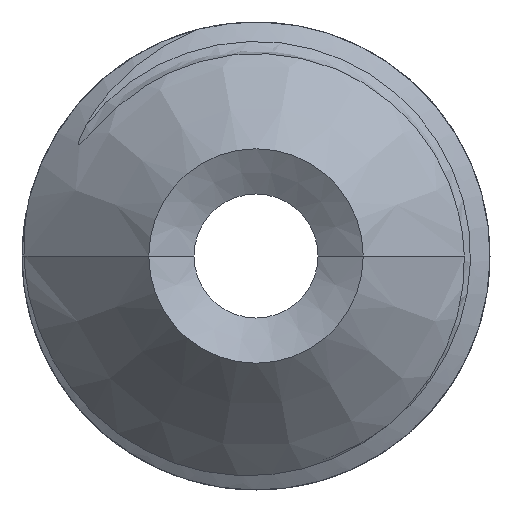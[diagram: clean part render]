
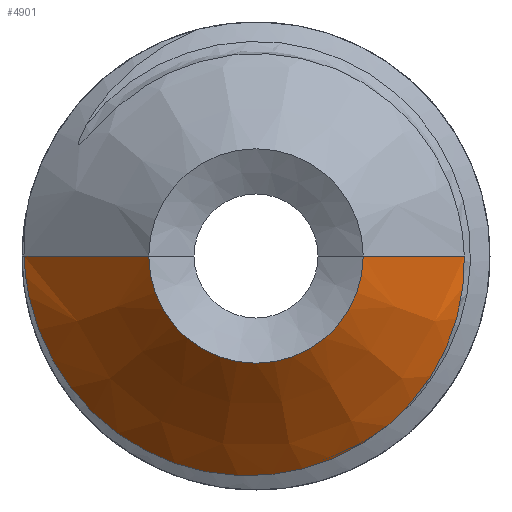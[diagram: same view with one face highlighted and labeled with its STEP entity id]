
A CAD part, left-side view. The second image highlights one B-rep face of the part: STEP entity #4901.
In plain terms, the highlighted conical face has half-angle 45 degrees and reference radius 2.175 mm.
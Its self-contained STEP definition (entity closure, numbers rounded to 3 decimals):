
#1893=CARTESIAN_POINT('',(1.375,-1.677,-2.18));
#1894=CARTESIAN_POINT('',(1.38,-1.563,
-2.274));
#1895=CARTESIAN_POINT('',(1.391,-1.321,
-2.444));
#1896=CARTESIAN_POINT('',(1.407,-0.923,
-2.637));
#1897=CARTESIAN_POINT('',(1.423,-0.497,
-2.766));
#1898=CARTESIAN_POINT('',(1.44,-0.044,
-2.827));
#1899=CARTESIAN_POINT('',(1.456,0.415,
-2.813));
#1900=CARTESIAN_POINT('',(1.472,0.861,
-2.726));
#1901=CARTESIAN_POINT('',(1.488,1.285,-2.572));
#1902=CARTESIAN_POINT('',(1.504,1.681,-2.352));
#1903=CARTESIAN_POINT('',(1.52,2.043,-2.068));
#1904=CARTESIAN_POINT('',(1.536,2.355,-1.731));
#1905=CARTESIAN_POINT('',(1.552,2.612,-1.348));
#1906=CARTESIAN_POINT('',(1.568,2.809,
-0.92));
#1907=CARTESIAN_POINT('',(1.584,2.935,
-0.464));
#1908=CARTESIAN_POINT('',(1.594,2.969,
-0.155));
#1909=CARTESIAN_POINT('',(1.6,2.975,0.));
#1983=DIRECTION('',(0.707,0.707,0.));
#1984=VECTOR('',#1983,2.262);
#1985=CARTESIAN_POINT('',(0.,1.375,0.));
#1986=LINE('',#1985,#1984);
#1987=DIRECTION('',(0.707,-0.707,0.));
#1988=VECTOR('',#1987,1.832);
#1989=CARTESIAN_POINT('',(0.,-1.375,0.));
#1990=LINE('',#1989,#1988);
#1996=CARTESIAN_POINT('',(0.,0.,0.));
#1997=DIRECTION('',(-1.,0.,0.));
#1998=DIRECTION('',(0.,1.,0.));
#1999=AXIS2_PLACEMENT_3D('',#1996,#1997,#1998);
#2085=CARTESIAN_POINT('',(1.295,-2.67,
0.));
#2086=CARTESIAN_POINT('',(1.299,-2.674,
-0.136));
#2087=CARTESIAN_POINT('',(1.307,-2.661,
-0.408));
#2088=CARTESIAN_POINT('',(1.319,-2.58,
-0.81));
#2089=CARTESIAN_POINT('',(1.332,-2.438,
-1.2));
#2090=CARTESIAN_POINT('',(1.346,-2.24,
-1.562));
#2091=CARTESIAN_POINT('',(1.36,-1.987,
-1.894));
#2092=CARTESIAN_POINT('',(1.37,-1.785,
-2.09));
#2093=CARTESIAN_POINT('',(1.375,-1.677,-2.18));
#2511=CARTESIAN_POINT('',(0.,1.375,0.));
#2512=CARTESIAN_POINT('',(1.6,2.975,0.));
#2513=VERTEX_POINT('',#2511);
#2514=VERTEX_POINT('',#2512);
#2515=CARTESIAN_POINT('',(0.,-1.375,0.));
#2516=CARTESIAN_POINT('',(1.295,-2.67,
0.));
#2517=VERTEX_POINT('',#2515);
#2518=VERTEX_POINT('',#2516);
#2567=VERTEX_POINT('',#2093);
#4887=CARTESIAN_POINT('',(0.8,0.,0.));
#4888=DIRECTION('',(1.,0.,0.));
#4889=DIRECTION('',(0.,-1.,0.));
#4890=AXIS2_PLACEMENT_3D('',#4887,#4888,#4889);
#4891=CONICAL_SURFACE('',#4890,2.175,45.);
#4892=ORIENTED_EDGE('',*,*,#4872,.F.);
#4894=ORIENTED_EDGE('',*,*,#4893,.T.);
#4895=ORIENTED_EDGE('',*,*,#4880,.T.);
#4897=ORIENTED_EDGE('',*,*,#4896,.T.);
#4898=ORIENTED_EDGE('',*,*,#4857,.T.);
#4899=EDGE_LOOP('',(#4892,#4894,#4895,#4897,#4898));
#4900=FACE_OUTER_BOUND('',#4899,.F.);
#1910=B_SPLINE_CURVE_WITH_KNOTS('',3,(#1893,#1894,#1895,#1896,#1897,#1898,#1899,
#1900,#1901,#1902,#1903,#1904,#1905,#1906,#1907,#1908,#1909),.UNSPECIFIED.,.F.,
.F.,(4,1,1,1,1,1,1,1,1,1,1,1,1,1,4),(0.,0.071,0.143,
0.214,0.286,0.357,0.429,0.5,
0.571,0.643,0.714,0.786,
0.857,0.929,1.),.UNSPECIFIED.);
#2000=CIRCLE('',#1999,1.375);
#2094=B_SPLINE_CURVE_WITH_KNOTS('',3,(#2085,#2086,#2087,#2088,#2089,#2090,#2091,
#2092,#2093),.UNSPECIFIED.,.F.,.F.,(4,1,1,1,1,1,4),(0.,0.167,
0.333,0.5,0.667,0.833,1.),
.UNSPECIFIED.);
#4857=EDGE_CURVE('',#2567,#2514,#1910,.T.);
#4872=EDGE_CURVE('',#2513,#2514,#1986,.T.);
#4880=EDGE_CURVE('',#2517,#2518,#1990,.T.);
#4893=EDGE_CURVE('',#2513,#2517,#2000,.T.);
#4896=EDGE_CURVE('',#2518,#2567,#2094,.T.);
#4901=ADVANCED_FACE('',(#4900),#4891,.T.);
